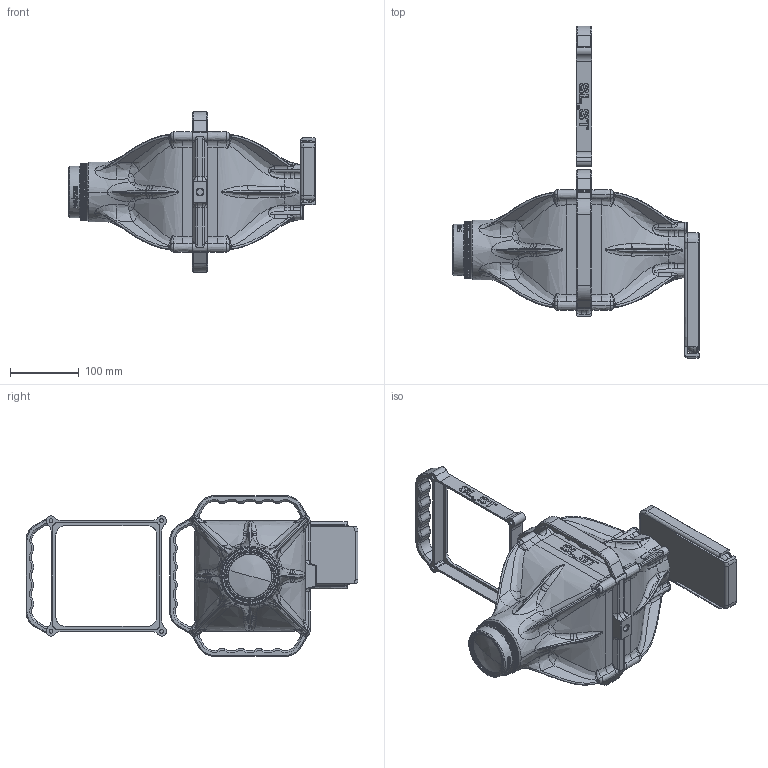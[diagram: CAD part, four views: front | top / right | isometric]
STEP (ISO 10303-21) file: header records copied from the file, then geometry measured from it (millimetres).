
FILE_DESCRIPTION(('FreeCAD Model'),'2;1');
FILE_NAME('Open CASCADE Shape Model','2025-05-03T22:07:27',('FreeCAD'),( 'FreeCAD'),'Open CASCADE STEP processor 7.6','FreeCAD','Unknown');
FILE_SCHEMA(('AUTOMOTIVE_DESIGN { 1 0 10303 214 1 1 1 1 }'));
Products named in the file (1): Open CASCADE STEP translator 7.6 1
Bounding box: 357.08 x 481.52 x 233.01 mm (x, y, z)
Volume: 1571684 mm3; surface area: 948872.1 mm2
Topology: 15 solids, 30 shells, 4440 faces, 11222 edges, 7056 vertices
Faces by surface type: bspline 4440
Entity records: 227021 total; most frequent: CARTESIAN_POINT 162944, ORIENTED_EDGE 22308, EDGE_CURVE 11156, B_SPLINE_CURVE_WITH_KNOTS 7515, VERTEX_POINT 7056, FACE_BOUND 4750, EDGE_LOOP 4750, ADVANCED_FACE 4440
